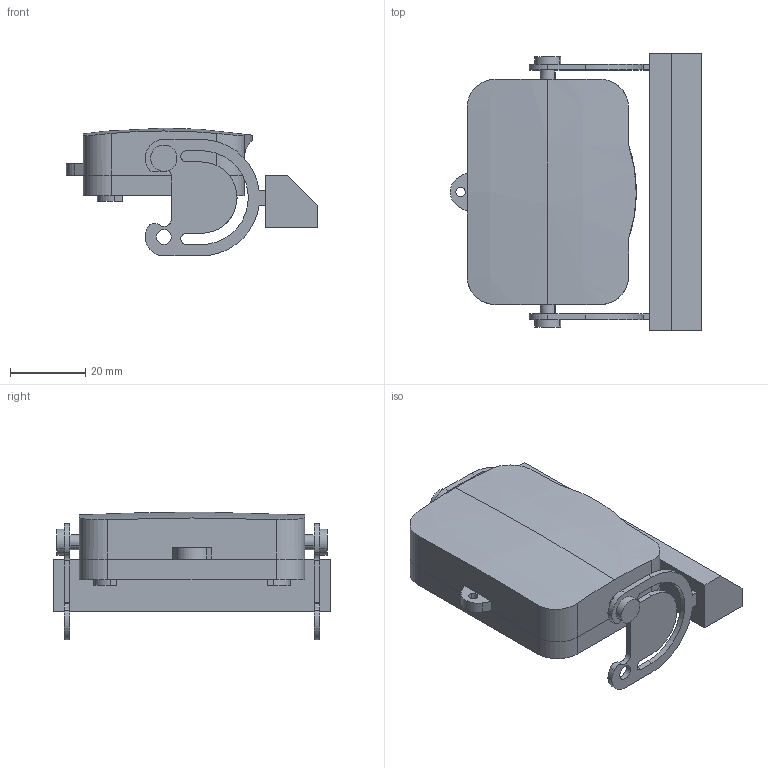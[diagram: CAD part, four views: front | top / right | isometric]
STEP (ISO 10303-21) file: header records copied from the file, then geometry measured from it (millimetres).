
FILE_DESCRIPTION(('CATIA V5 STEP Exchange','CAx-IF Rec.Pracs.--- Model Styling and Organization---1.4--- 2014-01-23'),'2;1');
FILE_NAME ('13351965_3', '2019-10-26T08:41:10+00:00', ('none'), ('Weidmueller'), 'CATIA Version 5-6 Release 2016 SP3 HF44', 'CATIA V5 STEP AP214', 'none');
FILE_SCHEMA(('AUTOMOTIVE_DESIGN { 1 0 10303 214 1 1 1 1 }'));
Length unit declared in the file: millimetre
Products named in the file (1): 1665210000
Bounding box: 67 x 74 x 33.99 mm (x, y, z)
Volume: 32610.1 mm3; surface area: 19848.4 mm2
Topology: 2 solids, 2 shells, 172 faces, 467 edges, 302 vertices
Faces by surface type: plane 103, cylinder 65, revolution 4
Entity records: 5260 total; most frequent: CARTESIAN_POINT 1177, ORIENTED_EDGE 934, DIRECTION 642, EDGE_CURVE 467, VERTEX_POINT 302, VECTOR 292, LINE 292, AXIS2_PLACEMENT_3D 239
